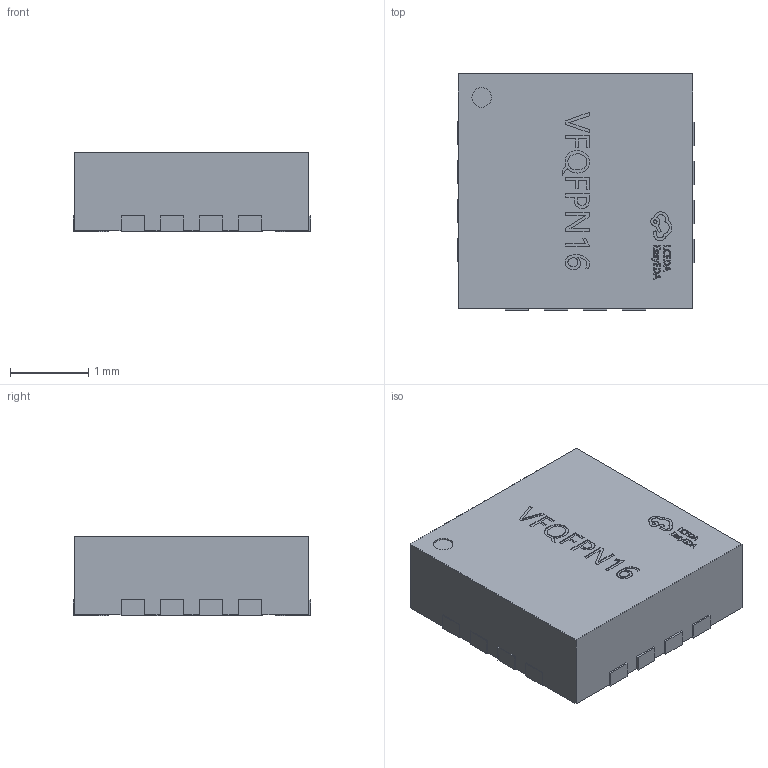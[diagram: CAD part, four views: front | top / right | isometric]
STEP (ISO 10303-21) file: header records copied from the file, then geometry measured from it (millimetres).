
FILE_DESCRIPTION (( 'STEP AP214' ), '1' );
FILE_NAME ('VFQFPN-16_L3.0-W3.0-H1.0-P0.50.step', '2022-07-09T05:32:04', ( '' ), ( '' ), 'SwSTEP 2.0', 'SolidWorks 2020', '' );
FILE_SCHEMA (( 'AUTOMOTIVE_DESIGN' ));
Length unit declared in the file: millimetre
Products named in the file (1): VFQFPN-16_L3.0-W3.0-H1.0-P0.50
Bounding box: 3.03 x 3.03 x 1.01 mm (x, y, z)
Volume: 9.1 mm3; surface area: 30.8 mm2
Topology: 1 solids, 1 shells, 501 faces, 1380 edges, 920 vertices
Faces by surface type: plane 333, bspline 146, cylinder 22
Entity records: 22991 total; most frequent: CARTESIAN_POINT 6828, ORIENTED_EDGE 2760, DIRECTION 1840, EDGE_CURVE 1380, LINE 1040, VECTOR 1040, VERTEX_POINT 920, EDGE_LOOP 540
